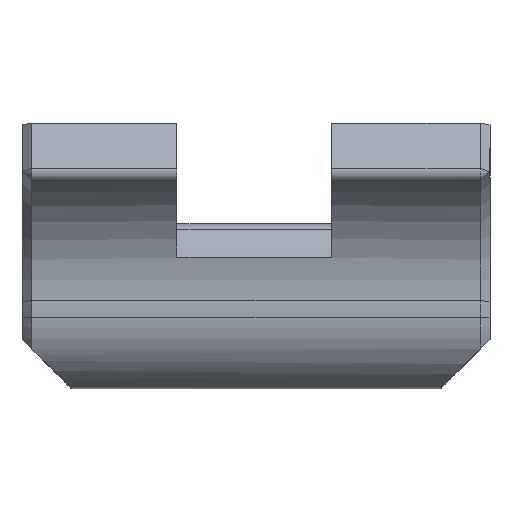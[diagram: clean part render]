
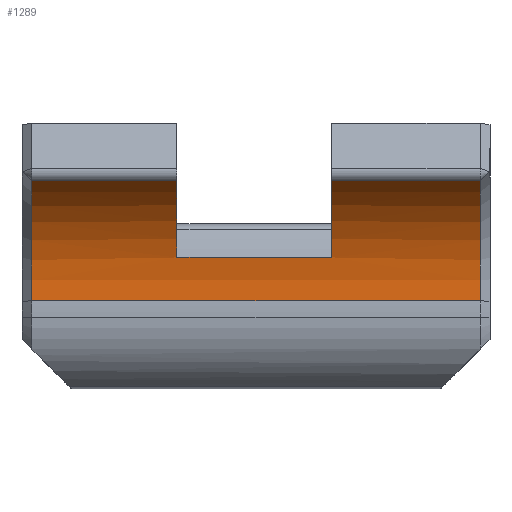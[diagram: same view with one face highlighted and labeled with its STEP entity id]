
A CAD part, left-side view. The second image highlights one B-rep face of the part: STEP entity #1289.
In plain terms, the highlighted cylindrical face has radius 3.224 mm (diameter 6.447 mm), a partial arc.
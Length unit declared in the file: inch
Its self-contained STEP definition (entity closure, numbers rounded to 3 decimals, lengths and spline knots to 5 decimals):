
#4 = FACE_OUTER_BOUND ( 'NONE', #1566, .T. ) ;
#17 = VECTOR ( 'NONE', #1602, 39.37008 ) ;
#18 = CYLINDRICAL_SURFACE ( 'NONE', #1887, 0.12692 ) ;
#45 = EDGE_CURVE ( 'NONE', #777, #680, #2031, .T. ) ;
#60 = CARTESIAN_POINT ( 'NONE',  ( -0.00288, 0.01, 0.1119 ) ) ;
#102 = DIRECTION ( 'NONE',  ( 0., -1., 0. ) ) ;
#124 = DIRECTION ( 'NONE',  ( 0., -1., 0. ) ) ;
#142 = DIRECTION ( 'NONE',  ( 0., 0., 1. ) ) ;
#228 = CARTESIAN_POINT ( 'NONE',  ( -0.00288, 0.1595, 0.1119 ) ) ;
#241 = CARTESIAN_POINT ( 'NONE',  ( 0.11964, 0.23762, 0.14502 ) ) ;
#247 = CARTESIAN_POINT ( 'NONE',  ( 0.0592, 0.472, 0.2226 ) ) ;
#298 = VERTEX_POINT ( 'NONE', #455 ) ;
#381 = AXIS2_PLACEMENT_3D ( 'NONE', #998, #513, #2027 ) ;
#455 = CARTESIAN_POINT ( 'NONE',  ( 0.11964, 0.31575, 0.14502 ) ) ;
#510 = LINE ( 'NONE', #1707, #1521 ) ;
#513 = DIRECTION ( 'NONE',  ( 0., 1., 0. ) ) ;
#520 = VERTEX_POINT ( 'NONE', #846 ) ;
#525 = CARTESIAN_POINT ( 'NONE',  ( -0.00288, 0.472, 0.1119 ) ) ;
#531 = VERTEX_POINT ( 'NONE', #1834 ) ;
#578 = CARTESIAN_POINT ( 'NONE',  ( 0.11964, 0.1595, 0.14502 ) ) ;
#599 = EDGE_CURVE ( 'NONE', #298, #2145, #1441, .T. ) ;
#605 = CIRCLE ( 'NONE', #915, 0.12692 ) ;
#641 = EDGE_CURVE ( 'NONE', #777, #2145, #2160, .T. ) ;
#680 = VERTEX_POINT ( 'NONE', #1491 ) ;
#684 = DIRECTION ( 'NONE',  ( 0., -1., 0. ) ) ;
#726 = CARTESIAN_POINT ( 'NONE',  ( 0.1236, 0.462, 0.1014 ) ) ;
#777 = VERTEX_POINT ( 'NONE', #1333 ) ;
#846 = CARTESIAN_POINT ( 'NONE',  ( 0.0592, 0.462, 0.2226 ) ) ;
#859 = ORIENTED_EDGE ( 'NONE', *, *, #1751, .F. ) ;
#915 = AXIS2_PLACEMENT_3D ( 'NONE', #60, #1596, #1894 ) ;
#928 = AXIS2_PLACEMENT_3D ( 'NONE', #228, #1512, #142 ) ;
#932 = ORIENTED_EDGE ( 'NONE', *, *, #2185, .T. ) ;
#948 = ORIENTED_EDGE ( 'NONE', *, *, #1898, .T. ) ;
#952 = VERTEX_POINT ( 'NONE', #1990 ) ;
#956 = AXIS2_PLACEMENT_3D ( 'NONE', #1514, #1336, #2176 ) ;
#980 = VERTEX_POINT ( 'NONE', #726 ) ;
#998 = CARTESIAN_POINT ( 'NONE',  ( -0.00288, 0.31575, 0.1119 ) ) ;
#1059 = EDGE_CURVE ( 'NONE', #531, #680, #605, .T. ) ;
#1088 = ORIENTED_EDGE ( 'NONE', *, *, #599, .F. ) ;
#1158 = VECTOR ( 'NONE', #1954, 39.37008 ) ;
#1212 = DIRECTION ( 'NONE',  ( 0., 0., -1. ) ) ;
#1240 = CIRCLE ( 'NONE', #381, 0.12692 ) ;
#1263 = ORIENTED_EDGE ( 'NONE', *, *, #1059, .T. ) ;
#1289 = ADVANCED_FACE ( 'NONE', ( #4 ), #18, .F. ) ;
#1333 = CARTESIAN_POINT ( 'NONE',  ( 0.0592, 0.1595, 0.2226 ) ) ;
#1336 = DIRECTION ( 'NONE',  ( 0., 1., 0. ) ) ;
#1385 = ORIENTED_EDGE ( 'NONE', *, *, #45, .F. ) ;
#1441 = LINE ( 'NONE', #241, #17 ) ;
#1443 = ORIENTED_EDGE ( 'NONE', *, *, #1923, .F. ) ;
#1491 = CARTESIAN_POINT ( 'NONE',  ( 0.0592, 0.01, 0.2226 ) ) ;
#1512 = DIRECTION ( 'NONE',  ( 0., 1., 0. ) ) ;
#1514 = CARTESIAN_POINT ( 'NONE',  ( -0.00288, 0.462, 0.1119 ) ) ;
#1521 = VECTOR ( 'NONE', #102, 39.37008 ) ;
#1566 = EDGE_LOOP ( 'NONE', ( #932, #1263, #1385, #1843, #1088, #1443, #859, #948 ) ) ;
#1596 = DIRECTION ( 'NONE',  ( 0., -1., 0. ) ) ;
#1602 = DIRECTION ( 'NONE',  ( 0., -1., 0. ) ) ;
#1707 = CARTESIAN_POINT ( 'NONE',  ( 0.1236, 0.472, 0.1014 ) ) ;
#1751 = EDGE_CURVE ( 'NONE', #520, #952, #1780, .T. ) ;
#1780 = LINE ( 'NONE', #247, #1158 ) ;
#1834 = CARTESIAN_POINT ( 'NONE',  ( 0.1236, 0.01, 0.1014 ) ) ;
#1843 = ORIENTED_EDGE ( 'NONE', *, *, #641, .T. ) ;
#1887 = AXIS2_PLACEMENT_3D ( 'NONE', #525, #684, #1212 ) ;
#1894 = DIRECTION ( 'NONE',  ( 0., 0., 1. ) ) ;
#1898 = EDGE_CURVE ( 'NONE', #520, #980, #2193, .T. ) ;
#1923 = EDGE_CURVE ( 'NONE', #952, #298, #1240, .T. ) ;
#1954 = DIRECTION ( 'NONE',  ( 0., -1., 0. ) ) ;
#1956 = VECTOR ( 'NONE', #124, 39.37008 ) ;
#1990 = CARTESIAN_POINT ( 'NONE',  ( 0.0592, 0.31575, 0.2226 ) ) ;
#1999 = CARTESIAN_POINT ( 'NONE',  ( 0.0592, 0.472, 0.2226 ) ) ;
#2027 = DIRECTION ( 'NONE',  ( 0., 0., 1. ) ) ;
#2031 = LINE ( 'NONE', #1999, #1956 ) ;
#2145 = VERTEX_POINT ( 'NONE', #578 ) ;
#2160 = CIRCLE ( 'NONE', #928, 0.12692 ) ;
#2176 = DIRECTION ( 'NONE',  ( 0., 0., 1. ) ) ;
#2185 = EDGE_CURVE ( 'NONE', #980, #531, #510, .T. ) ;
#2193 = CIRCLE ( 'NONE', #956, 0.12692 ) ;
